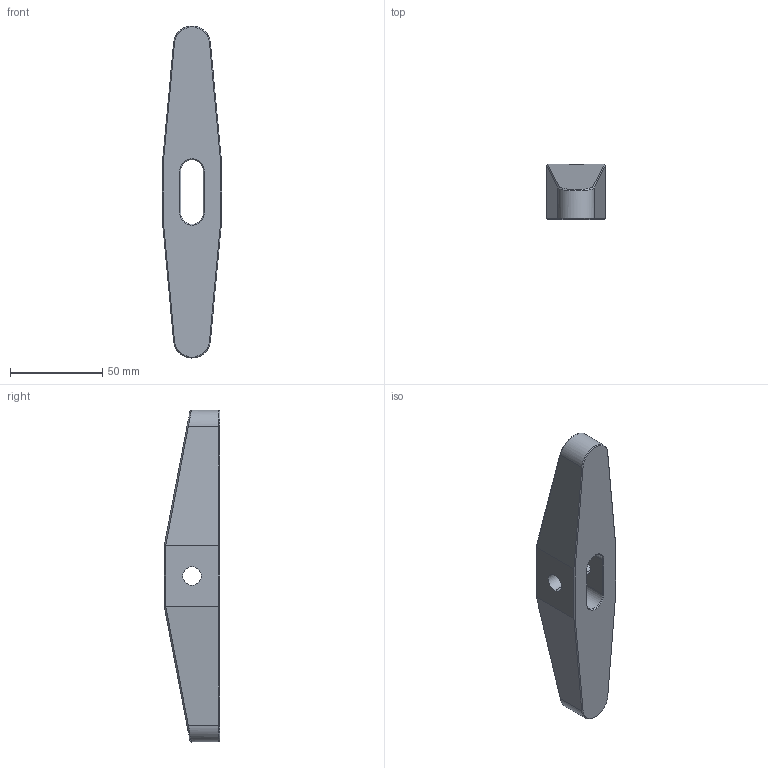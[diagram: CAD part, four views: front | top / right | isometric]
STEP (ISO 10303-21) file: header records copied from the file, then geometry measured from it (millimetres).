
FILE_DESCRIPTION((''),'2;1');
FILE_NAME('ILCML9144003','2015-03-25T',('maj'),(''),'PRO/ENGINEER BY PARAMETRIC TECHNOLOGY CORPORATION, 2013320','PRO/ENGINEER BY PARAMETRIC TECHNOLOGY CORPORATION, 2013320','');
FILE_SCHEMA(('AUTOMOTIVE_DESIGN { 1 0 10303 214 1 1 1 1 }'));
Length unit declared in the file: millimetre
Products named in the file (1): ILCML9144003
Bounding box: 32 x 30 x 180 mm (x, y, z)
Volume: 104232.5 mm3; surface area: 20254.1 mm2
Topology: 1 solids, 1 shells, 45 faces, 108 edges, 64 vertices
Faces by surface type: plane 29, cylinder 8, cone 6, bspline 2
Entity records: 1702 total; most frequent: CARTESIAN_POINT 599, ORIENTED_EDGE 216, DIRECTION 210, EDGE_CURVE 108, VECTOR 80, LINE 80, AXIS2_PLACEMENT_3D 65, VERTEX_POINT 64
